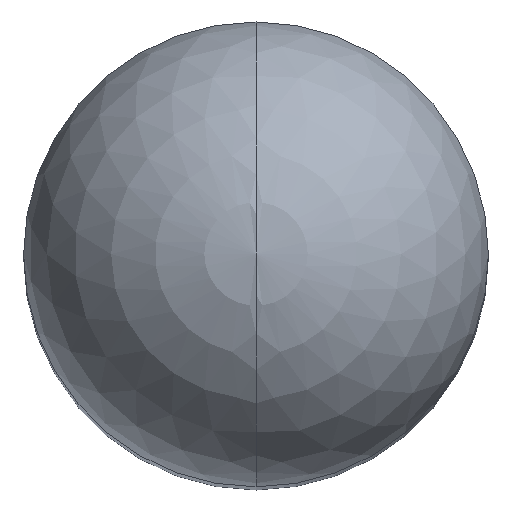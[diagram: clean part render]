
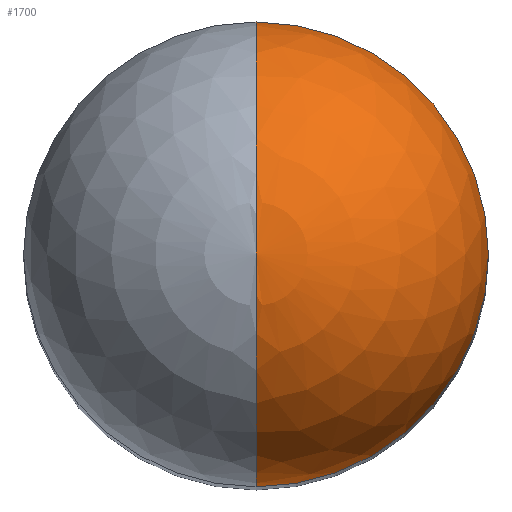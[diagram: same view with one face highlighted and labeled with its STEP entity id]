
A CAD part, top view. The second image highlights one B-rep face of the part: STEP entity #1700.
In plain terms, the highlighted spherical face has radius 14.5 mm.
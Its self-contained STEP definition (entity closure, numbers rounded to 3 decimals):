
#161=CARTESIAN_POINT('',(0.,-1.86,93.691));
#162=DIRECTION('',(0.,0.,-1.));
#163=DIRECTION('',(0.,1.,0.));
#164=AXIS2_PLACEMENT_3D('',#161,#162,#163);
#171=CARTESIAN_POINT('',(0.,-1.86,93.691));
#172=DIRECTION('',(-1.,0.,0.));
#173=DIRECTION('',(0.,0.,1.));
#174=AXIS2_PLACEMENT_3D('',#171,#172,#173);
#176=CARTESIAN_POINT('',(0.,-1.86,93.691));
#177=DIRECTION('',(1.,0.,0.));
#178=DIRECTION('',(0.,0.,1.));
#179=AXIS2_PLACEMENT_3D('',#176,#177,#178);
#1509=CARTESIAN_POINT('',(0.,-1.86,108.191));
#1510=CARTESIAN_POINT('',(0.,12.64,93.691));
#1511=VERTEX_POINT('',#1509);
#1512=VERTEX_POINT('',#1510);
#1513=CARTESIAN_POINT('',(0.,-16.36,93.691));
#1514=VERTEX_POINT('',#1513);
#1688=CARTESIAN_POINT('',(0.,-1.86,93.691));
#1689=DIRECTION('',(0.,0.,-1.));
#1690=DIRECTION('',(0.,1.,0.));
#1691=AXIS2_PLACEMENT_3D('',#1688,#1689,#1690);
#1692=SPHERICAL_SURFACE('',#1691,14.5);
#1694=ORIENTED_EDGE('',*,*,#1693,.T.);
#1695=ORIENTED_EDGE('',*,*,#1674,.T.);
#1697=ORIENTED_EDGE('',*,*,#1696,.F.);
#1698=EDGE_LOOP('',(#1694,#1695,#1697));
#1699=FACE_OUTER_BOUND('',#1698,.F.);
#1700=ADVANCED_FACE('',(#1699),#1692,.T.);
#165=CIRCLE('',#164,14.5);
#175=CIRCLE('',#174,14.5);
#180=CIRCLE('',#179,14.5);
#1674=EDGE_CURVE('',#1512,#1514,#165,.T.);
#1693=EDGE_CURVE('',#1511,#1512,#175,.T.);
#1696=EDGE_CURVE('',#1511,#1514,#180,.T.);
